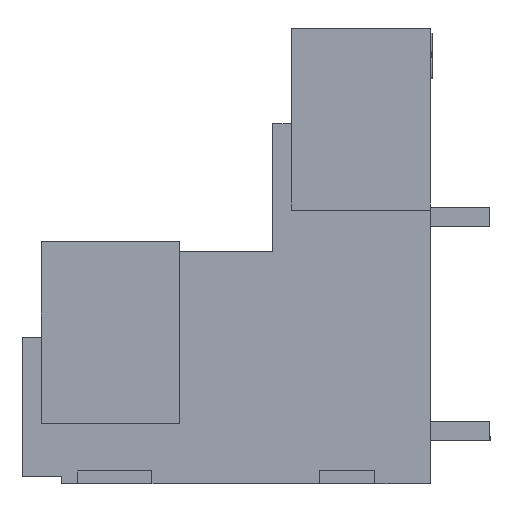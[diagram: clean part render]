
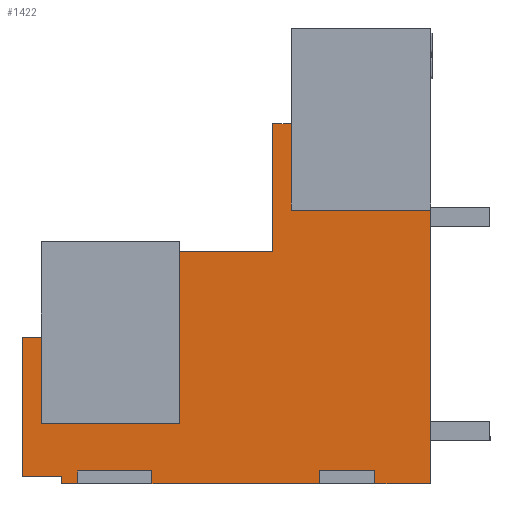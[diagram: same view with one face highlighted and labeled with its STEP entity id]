
A CAD part, left-side view. The second image highlights one B-rep face of the part: STEP entity #1422.
In plain terms, the highlighted planar face has unit normal (-1, 0, 0).
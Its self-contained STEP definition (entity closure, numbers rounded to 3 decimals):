
#1265=AXIS2_PLACEMENT_3D('Plane Axis2P3D',#1262,#1263,#1264) ;
#108=CARTESIAN_POINT('Vertex',(0.7,16.725,3.25)) ;
#111=CARTESIAN_POINT('Line Origine',(0.7,16.725,7.875)) ;
#115=CARTESIAN_POINT('Vertex',(0.7,16.725,12.5)) ;
#611=CARTESIAN_POINT('Line Origine',(0.7,24.175,5.575)) ;
#615=CARTESIAN_POINT('Vertex',(0.7,24.175,7.9)) ;
#617=CARTESIAN_POINT('Vertex',(0.7,24.175,3.25)) ;
#1250=CARTESIAN_POINT('Line Origine',(0.7,20.45,3.25)) ;
#1262=CARTESIAN_POINT('Axis2P3D Location',(0.7,3.2,0.4)) ;
#1267=CARTESIAN_POINT('Line Origine',(0.7,13.7,0.)) ;
#1271=CARTESIAN_POINT('Vertex',(0.7,18.2,0.)) ;
#1273=CARTESIAN_POINT('Vertex',(0.7,9.2,0.)) ;
#1276=CARTESIAN_POINT('Line Origine',(0.7,9.2,0.35)) ;
#1280=CARTESIAN_POINT('Vertex',(0.7,9.2,0.7)) ;
#1283=CARTESIAN_POINT('Line Origine',(0.7,7.7,0.7)) ;
#1287=CARTESIAN_POINT('Vertex',(0.7,6.2,0.7)) ;
#1290=CARTESIAN_POINT('Line Origine',(0.7,6.2,0.35)) ;
#1294=CARTESIAN_POINT('Vertex',(0.7,6.2,0.)) ;
#1297=CARTESIAN_POINT('Line Origine',(0.7,4.7,0.)) ;
#1301=CARTESIAN_POINT('Vertex',(0.7,3.2,0.)) ;
#1304=CARTESIAN_POINT('Line Origine',(0.7,3.2,7.375)) ;
#1308=CARTESIAN_POINT('Vertex',(0.7,3.2,14.75)) ;
#1311=CARTESIAN_POINT('Line Origine',(0.7,6.95,14.75)) ;
#1315=CARTESIAN_POINT('Vertex',(0.7,10.7,14.75)) ;
#1318=CARTESIAN_POINT('Line Origine',(0.7,10.7,17.075)) ;
#1322=CARTESIAN_POINT('Vertex',(0.7,10.7,19.4)) ;
#1325=CARTESIAN_POINT('Line Origine',(0.7,11.2,19.4)) ;
#1329=CARTESIAN_POINT('Vertex',(0.7,11.7,19.4)) ;
#1332=CARTESIAN_POINT('Line Origine',(0.7,11.7,15.95)) ;
#1336=CARTESIAN_POINT('Vertex',(0.7,11.7,12.5)) ;
#1339=CARTESIAN_POINT('Line Origine',(0.7,14.213,12.5)) ;
#1344=CARTESIAN_POINT('Line Origine',(0.7,24.688,7.9)) ;
#1348=CARTESIAN_POINT('Vertex',(0.7,25.2,7.9)) ;
#1351=CARTESIAN_POINT('Line Origine',(0.7,25.2,4.15)) ;
#1355=CARTESIAN_POINT('Vertex',(0.7,25.2,0.4)) ;
#1358=CARTESIAN_POINT('Line Origine',(0.7,24.145,0.4)) ;
#1362=CARTESIAN_POINT('Vertex',(0.7,23.09,0.4)) ;
#1365=CARTESIAN_POINT('Line Origine',(0.7,23.09,0.2)) ;
#1369=CARTESIAN_POINT('Vertex',(0.7,23.09,0.)) ;
#1372=CARTESIAN_POINT('Line Origine',(0.7,22.645,0.)) ;
#1376=CARTESIAN_POINT('Vertex',(0.7,22.2,0.)) ;
#1379=CARTESIAN_POINT('Line Origine',(0.7,22.2,0.35)) ;
#1383=CARTESIAN_POINT('Vertex',(0.7,22.2,0.7)) ;
#1386=CARTESIAN_POINT('Line Origine',(0.7,20.2,0.7)) ;
#1390=CARTESIAN_POINT('Vertex',(0.7,18.2,0.7)) ;
#1393=CARTESIAN_POINT('Line Origine',(0.7,18.2,0.35)) ;
#112=DIRECTION('Vector Direction',(0.,0.,-1.)) ;
#612=DIRECTION('Vector Direction',(0.,0.,-1.)) ;
#1251=DIRECTION('Vector Direction',(0.,-1.,0.)) ;
#1263=DIRECTION('Axis2P3D Direction',(-1.,0.,0.)) ;
#1264=DIRECTION('Axis2P3D XDirection',(0.,0.,-1.)) ;
#1268=DIRECTION('Vector Direction',(0.,-1.,0.)) ;
#1277=DIRECTION('Vector Direction',(0.,0.,1.)) ;
#1284=DIRECTION('Vector Direction',(0.,1.,0.)) ;
#1291=DIRECTION('Vector Direction',(0.,0.,1.)) ;
#1298=DIRECTION('Vector Direction',(0.,-1.,0.)) ;
#1305=DIRECTION('Vector Direction',(0.,0.,1.)) ;
#1312=DIRECTION('Vector Direction',(0.,-1.,0.)) ;
#1319=DIRECTION('Vector Direction',(0.,0.,-1.)) ;
#1326=DIRECTION('Vector Direction',(0.,1.,0.)) ;
#1333=DIRECTION('Vector Direction',(0.,0.,-1.)) ;
#1340=DIRECTION('Vector Direction',(0.,1.,0.)) ;
#1345=DIRECTION('Vector Direction',(0.,1.,0.)) ;
#1352=DIRECTION('Vector Direction',(0.,0.,1.)) ;
#1359=DIRECTION('Vector Direction',(0.,1.,0.)) ;
#1366=DIRECTION('Vector Direction',(0.,0.,1.)) ;
#1373=DIRECTION('Vector Direction',(0.,-1.,0.)) ;
#1380=DIRECTION('Vector Direction',(0.,0.,1.)) ;
#1387=DIRECTION('Vector Direction',(0.,1.,0.)) ;
#1394=DIRECTION('Vector Direction',(0.,0.,1.)) ;
#113=VECTOR('Line Direction',#112,1.) ;
#613=VECTOR('Line Direction',#612,1.) ;
#1252=VECTOR('Line Direction',#1251,1.) ;
#1269=VECTOR('Line Direction',#1268,1.) ;
#1278=VECTOR('Line Direction',#1277,1.) ;
#1285=VECTOR('Line Direction',#1284,1.) ;
#1292=VECTOR('Line Direction',#1291,1.) ;
#1299=VECTOR('Line Direction',#1298,1.) ;
#1306=VECTOR('Line Direction',#1305,1.) ;
#1313=VECTOR('Line Direction',#1312,1.) ;
#1320=VECTOR('Line Direction',#1319,1.) ;
#1327=VECTOR('Line Direction',#1326,1.) ;
#1334=VECTOR('Line Direction',#1333,1.) ;
#1341=VECTOR('Line Direction',#1340,1.) ;
#1346=VECTOR('Line Direction',#1345,1.) ;
#1353=VECTOR('Line Direction',#1352,1.) ;
#1360=VECTOR('Line Direction',#1359,1.) ;
#1367=VECTOR('Line Direction',#1366,1.) ;
#1374=VECTOR('Line Direction',#1373,1.) ;
#1381=VECTOR('Line Direction',#1380,1.) ;
#1388=VECTOR('Line Direction',#1387,1.) ;
#1395=VECTOR('Line Direction',#1394,1.) ;
#1399=ORIENTED_EDGE('',*,*,#1275,.T.) ;
#1400=ORIENTED_EDGE('',*,*,#1282,.T.) ;
#1401=ORIENTED_EDGE('',*,*,#1289,.F.) ;
#1402=ORIENTED_EDGE('',*,*,#1296,.F.) ;
#1403=ORIENTED_EDGE('',*,*,#1303,.T.) ;
#1404=ORIENTED_EDGE('',*,*,#1310,.T.) ;
#1405=ORIENTED_EDGE('',*,*,#1317,.F.) ;
#1406=ORIENTED_EDGE('',*,*,#1324,.F.) ;
#1407=ORIENTED_EDGE('',*,*,#1331,.T.) ;
#1408=ORIENTED_EDGE('',*,*,#1338,.T.) ;
#1409=ORIENTED_EDGE('',*,*,#1343,.T.) ;
#1410=ORIENTED_EDGE('',*,*,#117,.T.) ;
#1411=ORIENTED_EDGE('',*,*,#1254,.F.) ;
#1412=ORIENTED_EDGE('',*,*,#619,.F.) ;
#1413=ORIENTED_EDGE('',*,*,#1350,.T.) ;
#1414=ORIENTED_EDGE('',*,*,#1357,.F.) ;
#1415=ORIENTED_EDGE('',*,*,#1364,.F.) ;
#1416=ORIENTED_EDGE('',*,*,#1371,.F.) ;
#1417=ORIENTED_EDGE('',*,*,#1378,.T.) ;
#1418=ORIENTED_EDGE('',*,*,#1385,.T.) ;
#1419=ORIENTED_EDGE('',*,*,#1392,.F.) ;
#1420=ORIENTED_EDGE('',*,*,#1397,.F.) ;
#1422=ADVANCED_FACE('HOUSING',(#1421),#1266,.T.) ;
#117=EDGE_CURVE('',#116,#109,#114,.T.) ;
#619=EDGE_CURVE('',#616,#618,#614,.T.) ;
#1254=EDGE_CURVE('',#618,#109,#1253,.T.) ;
#1275=EDGE_CURVE('',#1272,#1274,#1270,.T.) ;
#1282=EDGE_CURVE('',#1274,#1281,#1279,.T.) ;
#1289=EDGE_CURVE('',#1288,#1281,#1286,.T.) ;
#1296=EDGE_CURVE('',#1295,#1288,#1293,.T.) ;
#1303=EDGE_CURVE('',#1295,#1302,#1300,.T.) ;
#1310=EDGE_CURVE('',#1302,#1309,#1307,.T.) ;
#1317=EDGE_CURVE('',#1316,#1309,#1314,.T.) ;
#1324=EDGE_CURVE('',#1323,#1316,#1321,.T.) ;
#1331=EDGE_CURVE('',#1323,#1330,#1328,.T.) ;
#1338=EDGE_CURVE('',#1330,#1337,#1335,.T.) ;
#1343=EDGE_CURVE('',#1337,#116,#1342,.T.) ;
#1350=EDGE_CURVE('',#616,#1349,#1347,.T.) ;
#1357=EDGE_CURVE('',#1356,#1349,#1354,.T.) ;
#1364=EDGE_CURVE('',#1363,#1356,#1361,.T.) ;
#1371=EDGE_CURVE('',#1370,#1363,#1368,.T.) ;
#1378=EDGE_CURVE('',#1370,#1377,#1375,.T.) ;
#1385=EDGE_CURVE('',#1377,#1384,#1382,.T.) ;
#1392=EDGE_CURVE('',#1391,#1384,#1389,.T.) ;
#1397=EDGE_CURVE('',#1272,#1391,#1396,.T.) ;
#1398=EDGE_LOOP('',(#1399,#1400,#1401,#1402,#1403,#1404,#1405,#1406,#1407,#1408,#1409,#1410,#1411,#1412,#1413,#1414,#1415,#1416,#1417,#1418,#1419,#1420)) ;
#1421=FACE_OUTER_BOUND('',#1398,.T.) ;
#114=LINE('Line',#111,#113) ;
#614=LINE('Line',#611,#613) ;
#1253=LINE('Line',#1250,#1252) ;
#1270=LINE('Line',#1267,#1269) ;
#1279=LINE('Line',#1276,#1278) ;
#1286=LINE('Line',#1283,#1285) ;
#1293=LINE('Line',#1290,#1292) ;
#1300=LINE('Line',#1297,#1299) ;
#1307=LINE('Line',#1304,#1306) ;
#1314=LINE('Line',#1311,#1313) ;
#1321=LINE('Line',#1318,#1320) ;
#1328=LINE('Line',#1325,#1327) ;
#1335=LINE('Line',#1332,#1334) ;
#1342=LINE('Line',#1339,#1341) ;
#1347=LINE('Line',#1344,#1346) ;
#1354=LINE('Line',#1351,#1353) ;
#1361=LINE('Line',#1358,#1360) ;
#1368=LINE('Line',#1365,#1367) ;
#1375=LINE('Line',#1372,#1374) ;
#1382=LINE('Line',#1379,#1381) ;
#1389=LINE('Line',#1386,#1388) ;
#1396=LINE('Line',#1393,#1395) ;
#1266=PLANE('',#1265) ;
#109=VERTEX_POINT('',#108) ;
#116=VERTEX_POINT('',#115) ;
#616=VERTEX_POINT('',#615) ;
#618=VERTEX_POINT('',#617) ;
#1272=VERTEX_POINT('',#1271) ;
#1274=VERTEX_POINT('',#1273) ;
#1281=VERTEX_POINT('',#1280) ;
#1288=VERTEX_POINT('',#1287) ;
#1295=VERTEX_POINT('',#1294) ;
#1302=VERTEX_POINT('',#1301) ;
#1309=VERTEX_POINT('',#1308) ;
#1316=VERTEX_POINT('',#1315) ;
#1323=VERTEX_POINT('',#1322) ;
#1330=VERTEX_POINT('',#1329) ;
#1337=VERTEX_POINT('',#1336) ;
#1349=VERTEX_POINT('',#1348) ;
#1356=VERTEX_POINT('',#1355) ;
#1363=VERTEX_POINT('',#1362) ;
#1370=VERTEX_POINT('',#1369) ;
#1377=VERTEX_POINT('',#1376) ;
#1384=VERTEX_POINT('',#1383) ;
#1391=VERTEX_POINT('',#1390) ;
